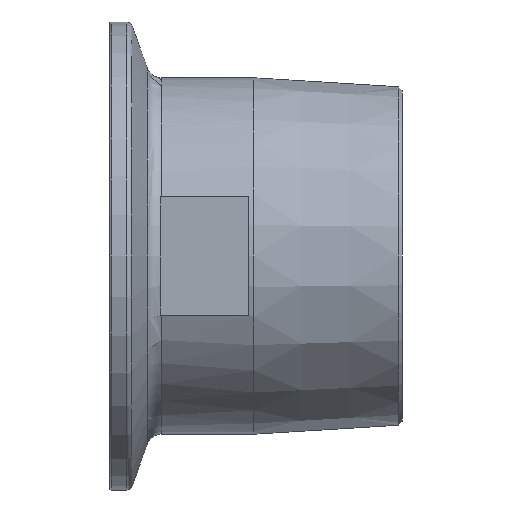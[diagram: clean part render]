
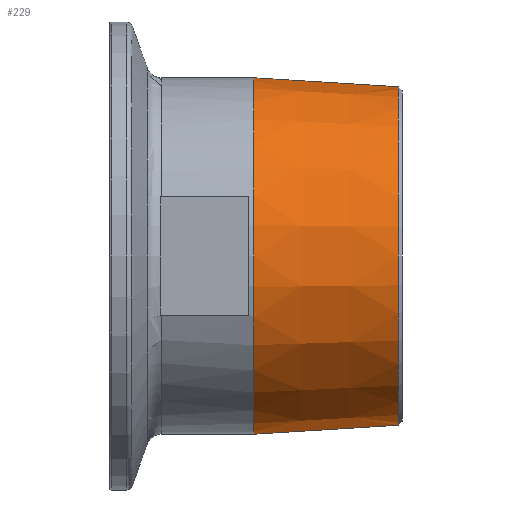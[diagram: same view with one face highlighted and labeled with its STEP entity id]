
A CAD part, front view. The second image highlights one B-rep face of the part: STEP entity #229.
In plain terms, the highlighted conical face has half-angle 3.576 degrees and reference radius 23.106 mm.
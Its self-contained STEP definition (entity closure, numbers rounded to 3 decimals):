
#6 = DIRECTION ( 'NONE',  ( -0.998, 0., -0.062 ) ) ;
#91 = VECTOR ( 'NONE', #372, 1000. ) ;
#92 = ORIENTED_EDGE ( 'NONE', *, *, #612, .F. ) ;
#100 = CARTESIAN_POINT ( 'NONE',  ( 40., 0., 0. ) ) ;
#122 = CIRCLE ( 'NONE', #265, 23.14 ) ;
#159 = DIRECTION ( 'NONE',  ( -1., 0., 0. ) ) ;
#179 = CIRCLE ( 'NONE', #228, 24.375 ) ;
#226 = AXIS2_PLACEMENT_3D ( 'NONE', #100, #530, #456 ) ;
#228 = AXIS2_PLACEMENT_3D ( 'NONE', #664, #159, #487 ) ;
#229 = ADVANCED_FACE ( 'NONE', ( #705 ), #336, .T. ) ;
#241 = CARTESIAN_POINT ( 'NONE',  ( 39.467, 0., 23.14 ) ) ;
#254 = VERTEX_POINT ( 'NONE', #885 ) ;
#265 = AXIS2_PLACEMENT_3D ( 'NONE', #564, #304, #396 ) ;
#271 = CARTESIAN_POINT ( 'NONE',  ( 40., 0., -23.106 ) ) ;
#302 = ORIENTED_EDGE ( 'NONE', *, *, #467, .T. ) ;
#304 = DIRECTION ( 'NONE',  ( -1., 0., 0. ) ) ;
#336 = CONICAL_SURFACE ( 'NONE', #226, 23.106, 0.062 ) ;
#372 = DIRECTION ( 'NONE',  ( -0.998, 0., 0.062 ) ) ;
#383 = ORIENTED_EDGE ( 'NONE', *, *, #729, .F. ) ;
#396 = DIRECTION ( 'NONE',  ( 0., 0., -1. ) ) ;
#454 = LINE ( 'NONE', #968, #91 ) ;
#456 = DIRECTION ( 'NONE',  ( 0., 0., 1. ) ) ;
#467 = EDGE_CURVE ( 'NONE', #777, #1065, #122, .T. ) ;
#487 = DIRECTION ( 'NONE',  ( 0., 0., 1. ) ) ;
#501 = CARTESIAN_POINT ( 'NONE',  ( 19.699, 0., -24.375 ) ) ;
#516 = EDGE_LOOP ( 'NONE', ( #383, #302, #1092, #92 ) ) ;
#517 = VECTOR ( 'NONE', #6, 1000. ) ;
#530 = DIRECTION ( 'NONE',  ( -1., 0., 0. ) ) ;
#564 = CARTESIAN_POINT ( 'NONE',  ( 39.467, 0., 0. ) ) ;
#612 = EDGE_CURVE ( 'NONE', #615, #254, #179, .T. ) ;
#615 = VERTEX_POINT ( 'NONE', #501 ) ;
#664 = CARTESIAN_POINT ( 'NONE',  ( 19.699, 0., 0. ) ) ;
#702 = LINE ( 'NONE', #271, #517 ) ;
#705 = FACE_OUTER_BOUND ( 'NONE', #516, .T. ) ;
#729 = EDGE_CURVE ( 'NONE', #777, #615, #702, .T. ) ;
#777 = VERTEX_POINT ( 'NONE', #931 ) ;
#880 = EDGE_CURVE ( 'NONE', #1065, #254, #454, .T. ) ;
#885 = CARTESIAN_POINT ( 'NONE',  ( 19.699, 0., 24.375 ) ) ;
#931 = CARTESIAN_POINT ( 'NONE',  ( 39.467, 0., -23.14 ) ) ;
#968 = CARTESIAN_POINT ( 'NONE',  ( 40., 0., 23.106 ) ) ;
#1065 = VERTEX_POINT ( 'NONE', #241 ) ;
#1092 = ORIENTED_EDGE ( 'NONE', *, *, #880, .T. ) ;
